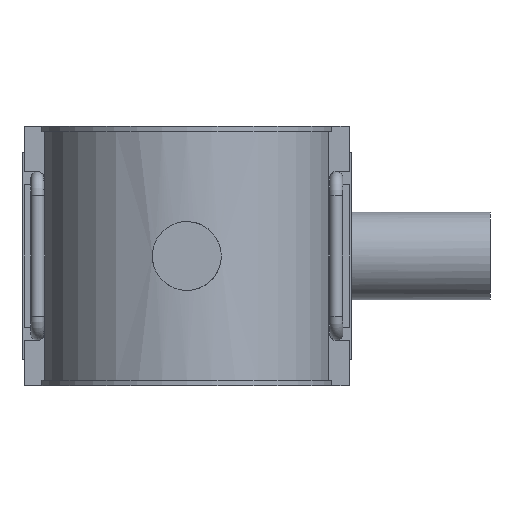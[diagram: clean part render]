
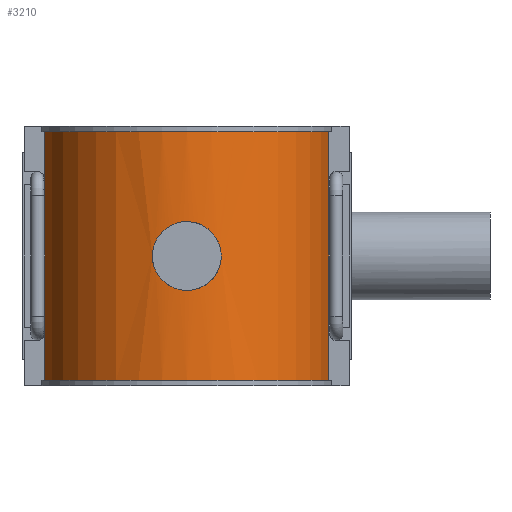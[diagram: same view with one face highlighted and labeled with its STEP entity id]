
A CAD part, front view. The second image highlights one B-rep face of the part: STEP entity #3210.
In plain terms, the highlighted cylindrical face has radius 66 mm (diameter 132 mm), a partial arc.
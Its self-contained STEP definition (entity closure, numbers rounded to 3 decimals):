
#115=LINE('',#5480,#402);
#150=LINE('',#5755,#437);
#402=VECTOR('',#3914,113.28);
#437=VECTOR('',#3991,113.28);
#774=CIRCLE('',#3434,66.);
#782=CIRCLE('',#3448,66.);
#855=FACE_BOUND('',#1163,.T.);
#960=FACE_OUTER_BOUND('',#1162,.T.);
#1162=EDGE_LOOP('',(#2504,#2505,#2506,#2507));
#1163=EDGE_LOOP('',(#2508));
#1341=B_SPLINE_CURVE_WITH_KNOTS('',3,(#5244,#5245,#5246,#5247,#5248,#5249,
#5250,#5251,#5252,#5253,#5254,#5255,#5256,#5257,#5258,#5259,#5260,#5261,
#5262,#5263,#5264,#5265,#5266,#5267,#5268,#5269,#5270,#5271,#5272,#5273,
#5274,#5275,#5276,#5277,#5278,#5279,#5280,#5281,#5282,#5283,#5284,#5285,
#5286,#5287,#5288,#5289,#5290,#5291,#5292,#5293,#5294,#5295,#5296,#5297,
#5298,#5299,#5300,#5301,#5302,#5303,#5304,#5305,#5306,#5307,#5308,#5309),
 .UNSPECIFIED.,.T.,.F.,(4,2,2,2,2,2,2,2,2,2,2,2,2,2,2,2,2,2,2,2,2,2,2,2,
2,2,2,2,2,2,2,2,4),(0.,0.297,0.593,0.89,
1.186,1.483,1.779,2.076,2.372,
2.669,2.965,3.262,3.558,3.855,
4.152,4.448,4.745,5.041,5.338,
5.634,5.931,6.228,6.524,6.821,
7.117,7.414,7.71,8.007,8.303,
8.6,8.896,9.193,9.49),
 .UNSPECIFIED.);
#1464=VERTEX_POINT('',#5243);
#1476=VERTEX_POINT('',#5465);
#1477=VERTEX_POINT('',#5467);
#1481=VERTEX_POINT('',#5479);
#1502=VERTEX_POINT('',#5550);
#1817=EDGE_CURVE('',#1464,#1464,#1341,.T.);
#1833=EDGE_CURVE('',#1476,#1477,#774,.T.);
#1838=EDGE_CURVE('',#1476,#1481,#115,.T.);
#1862=EDGE_CURVE('',#1502,#1481,#782,.T.);
#1897=EDGE_CURVE('',#1477,#1502,#150,.T.);
#2504=ORIENTED_EDGE('',*,*,#1833,.T.);
#2505=ORIENTED_EDGE('',*,*,#1897,.T.);
#2506=ORIENTED_EDGE('',*,*,#1862,.T.);
#2507=ORIENTED_EDGE('',*,*,#1838,.F.);
#2508=ORIENTED_EDGE('',*,*,#1817,.T.);
#3116=CYLINDRICAL_SURFACE('',#3458,66.);
#3210=ADVANCED_FACE('',(#960,#855),#3116,.T.);
#3434=AXIS2_PLACEMENT_3D('',#5469,#3904,#3905);
#3448=AXIS2_PLACEMENT_3D('',#5551,#3951,#3952);
#3458=AXIS2_PLACEMENT_3D('',#5756,#3992,#3993);
#3904=DIRECTION('center_axis',(0.,0.,1.));
#3905=DIRECTION('ref_axis',(1.,0.,0.));
#3914=DIRECTION('',(0.,0.,1.));
#3951=DIRECTION('center_axis',(0.,0.,-1.));
#3952=DIRECTION('ref_axis',(1.,0.,0.));
#3991=DIRECTION('',(0.,0.,1.));
#3992=DIRECTION('center_axis',(0.,0.,1.));
#3993=DIRECTION('ref_axis',(1.,0.,0.));
#5243=CARTESIAN_POINT('',(15.68,-64.11,0.));
#5244=CARTESIAN_POINT('Ctrl Pts',(15.68,-64.11,0.));
#5245=CARTESIAN_POINT('Ctrl Pts',(15.68,-64.11,-0.989));
#5246=CARTESIAN_POINT('Ctrl Pts',(15.585,-64.134,-2.01));
#5247=CARTESIAN_POINT('Ctrl Pts',(15.186,-64.229,-4.038));
#5248=CARTESIAN_POINT('Ctrl Pts',(14.883,-64.301,-5.046));
#5249=CARTESIAN_POINT('Ctrl Pts',(14.081,-64.482,-6.976));
#5250=CARTESIAN_POINT('Ctrl Pts',(13.583,-64.59,-7.901));
#5251=CARTESIAN_POINT('Ctrl Pts',(12.433,-64.821,-9.609));
#5252=CARTESIAN_POINT('Ctrl Pts',(11.781,-64.944,-10.393));
#5253=CARTESIAN_POINT('Ctrl Pts',(10.394,-65.18,-11.781));
#5254=CARTESIAN_POINT('Ctrl Pts',(9.609,-65.302,-12.433));
#5255=CARTESIAN_POINT('Ctrl Pts',(7.901,-65.531,-13.583));
#5256=CARTESIAN_POINT('Ctrl Pts',(6.976,-65.637,-14.081));
#5257=CARTESIAN_POINT('Ctrl Pts',(5.046,-65.814,-14.883));
#5258=CARTESIAN_POINT('Ctrl Pts',(4.038,-65.884,-15.186));
#5259=CARTESIAN_POINT('Ctrl Pts',(2.009,-65.977,-15.585));
#5260=CARTESIAN_POINT('Ctrl Pts',(0.988,-66.,-15.68));
#5261=CARTESIAN_POINT('Ctrl Pts',(-0.988,-66.,-15.68));
#5262=CARTESIAN_POINT('Ctrl Pts',(-2.009,-65.977,-15.585));
#5263=CARTESIAN_POINT('Ctrl Pts',(-4.038,-65.884,-15.186));
#5264=CARTESIAN_POINT('Ctrl Pts',(-5.046,-65.814,-14.883));
#5265=CARTESIAN_POINT('Ctrl Pts',(-6.976,-65.637,-14.081));
#5266=CARTESIAN_POINT('Ctrl Pts',(-7.901,-65.531,-13.583));
#5267=CARTESIAN_POINT('Ctrl Pts',(-9.609,-65.302,-12.433));
#5268=CARTESIAN_POINT('Ctrl Pts',(-10.394,-65.18,-11.781));
#5269=CARTESIAN_POINT('Ctrl Pts',(-11.781,-64.944,-10.393));
#5270=CARTESIAN_POINT('Ctrl Pts',(-12.433,-64.821,-9.609));
#5271=CARTESIAN_POINT('Ctrl Pts',(-13.583,-64.59,-7.901));
#5272=CARTESIAN_POINT('Ctrl Pts',(-14.081,-64.482,-6.976));
#5273=CARTESIAN_POINT('Ctrl Pts',(-14.883,-64.301,-5.046));
#5274=CARTESIAN_POINT('Ctrl Pts',(-15.186,-64.229,-4.038));
#5275=CARTESIAN_POINT('Ctrl Pts',(-15.585,-64.134,-2.01));
#5276=CARTESIAN_POINT('Ctrl Pts',(-15.68,-64.11,-0.989));
#5277=CARTESIAN_POINT('Ctrl Pts',(-15.68,-64.11,0.989));
#5278=CARTESIAN_POINT('Ctrl Pts',(-15.585,-64.134,2.01));
#5279=CARTESIAN_POINT('Ctrl Pts',(-15.186,-64.229,4.038));
#5280=CARTESIAN_POINT('Ctrl Pts',(-14.883,-64.301,5.046));
#5281=CARTESIAN_POINT('Ctrl Pts',(-14.081,-64.482,6.976));
#5282=CARTESIAN_POINT('Ctrl Pts',(-13.583,-64.59,7.901));
#5283=CARTESIAN_POINT('Ctrl Pts',(-12.433,-64.821,9.609));
#5284=CARTESIAN_POINT('Ctrl Pts',(-11.781,-64.944,10.393));
#5285=CARTESIAN_POINT('Ctrl Pts',(-10.394,-65.18,11.781));
#5286=CARTESIAN_POINT('Ctrl Pts',(-9.609,-65.302,12.433));
#5287=CARTESIAN_POINT('Ctrl Pts',(-7.901,-65.531,13.583));
#5288=CARTESIAN_POINT('Ctrl Pts',(-6.976,-65.637,14.081));
#5289=CARTESIAN_POINT('Ctrl Pts',(-5.046,-65.814,14.883));
#5290=CARTESIAN_POINT('Ctrl Pts',(-4.038,-65.884,15.186));
#5291=CARTESIAN_POINT('Ctrl Pts',(-2.009,-65.977,15.585));
#5292=CARTESIAN_POINT('Ctrl Pts',(-0.988,-66.,15.68));
#5293=CARTESIAN_POINT('Ctrl Pts',(0.988,-66.,15.68));
#5294=CARTESIAN_POINT('Ctrl Pts',(2.009,-65.977,15.585));
#5295=CARTESIAN_POINT('Ctrl Pts',(4.038,-65.884,15.186));
#5296=CARTESIAN_POINT('Ctrl Pts',(5.046,-65.814,14.883));
#5297=CARTESIAN_POINT('Ctrl Pts',(6.976,-65.637,14.081));
#5298=CARTESIAN_POINT('Ctrl Pts',(7.901,-65.531,13.583));
#5299=CARTESIAN_POINT('Ctrl Pts',(9.609,-65.302,12.433));
#5300=CARTESIAN_POINT('Ctrl Pts',(10.394,-65.18,11.781));
#5301=CARTESIAN_POINT('Ctrl Pts',(11.781,-64.944,10.393));
#5302=CARTESIAN_POINT('Ctrl Pts',(12.433,-64.821,9.609));
#5303=CARTESIAN_POINT('Ctrl Pts',(13.583,-64.59,7.901));
#5304=CARTESIAN_POINT('Ctrl Pts',(14.081,-64.482,6.976));
#5305=CARTESIAN_POINT('Ctrl Pts',(14.883,-64.301,5.046));
#5306=CARTESIAN_POINT('Ctrl Pts',(15.186,-64.229,4.038));
#5307=CARTESIAN_POINT('Ctrl Pts',(15.585,-64.134,2.01));
#5308=CARTESIAN_POINT('Ctrl Pts',(15.68,-64.11,0.989));
#5309=CARTESIAN_POINT('Ctrl Pts',(15.68,-64.11,0.));
#5465=CARTESIAN_POINT('',(-64.552,-13.75,-56.64));
#5467=CARTESIAN_POINT('',(64.552,-13.75,-56.64));
#5469=CARTESIAN_POINT('Origin',(0.,0.,-56.64));
#5479=CARTESIAN_POINT('',(-64.552,-13.75,56.64));
#5480=CARTESIAN_POINT('',(-64.552,-13.75,0.));
#5550=CARTESIAN_POINT('',(64.552,-13.75,56.64));
#5551=CARTESIAN_POINT('Origin',(0.,0.,56.64));
#5755=CARTESIAN_POINT('',(64.552,-13.75,0.));
#5756=CARTESIAN_POINT('Origin',(0.,0.,0.));
